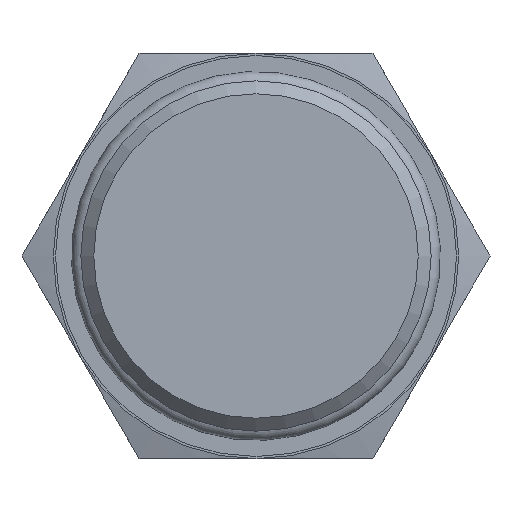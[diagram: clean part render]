
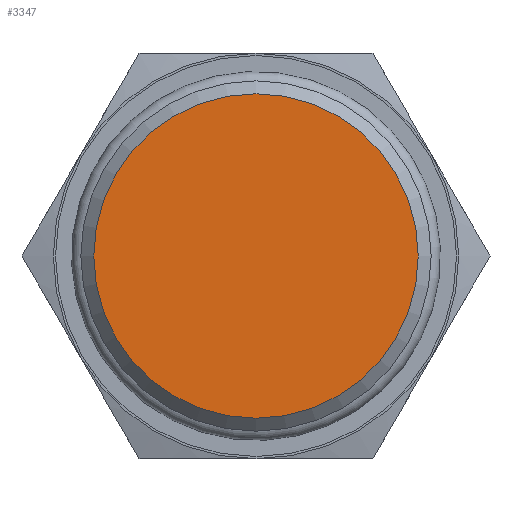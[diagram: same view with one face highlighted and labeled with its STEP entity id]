
A CAD part, left-side view. The second image highlights one B-rep face of the part: STEP entity #3347.
In plain terms, the highlighted planar face has unit normal (-1, 0, 0).
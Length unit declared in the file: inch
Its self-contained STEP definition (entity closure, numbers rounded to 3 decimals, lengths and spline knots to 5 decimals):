
#3324=CARTESIAN_POINT('',(-0.595,0.,0.7525));
#3325=VERTEX_POINT('',#3324);
#3326=CARTESIAN_POINT('',(-0.595,0.,0.0));
#3327=DIRECTION('',(1.0,0.0,0.0));
#3328=DIRECTION('',(0.0,0.0,-1.0));
#3329=AXIS2_PLACEMENT_3D('',#3326,#3327,#3328);
#3330=CIRCLE('',#3329,0.7525);
#3331=EDGE_CURVE('',#3325,#3325,#3330,.T.);
#3339=CARTESIAN_POINT('',(-0.595,0.,0.0));
#3340=DIRECTION('',(1.0,0.0,0.0));
#3341=DIRECTION('',(0.0,0.0,-1.0));
#3342=AXIS2_PLACEMENT_3D('',#3339,#3340,#3341);
#3343=PLANE('',#3342);
#3344=ORIENTED_EDGE('',*,*,#3331,.F.);
#3345=EDGE_LOOP('',(#3344));
#3346=FACE_OUTER_BOUND('',#3345,.T.);
#3347=ADVANCED_FACE('',(#3346),#3343,.F.);
